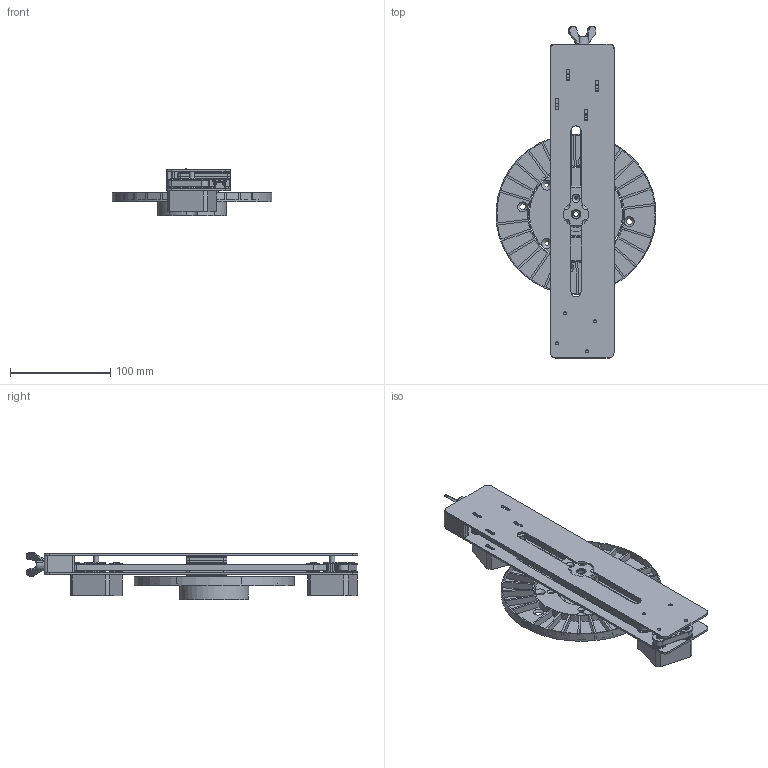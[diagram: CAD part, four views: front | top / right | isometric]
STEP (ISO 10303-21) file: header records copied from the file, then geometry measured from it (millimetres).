
FILE_DESCRIPTION(/* description */ (''),/* implementation_level */ '2;1');
FILE_NAME(/* name */ 'PNPAssist_V3_1-17-2022.stp',/* time_stamp */ '2022-01-17T19:48:19-08:00',/* author */ (''),/* organization */ (''),/* preprocessor_version */ 'ST-DEVELOPER v11',/* originating_system */ 'SIEMENS PLM Software NX 7.5',/* authorisation */ '');
FILE_SCHEMA (('CONFIG_CONTROL_DESIGN'));
Length unit declared in the file: millimetre
Products named in the file (1): sl333397vz3b
Bounding box: 159.79 x 331.61 x 47.46 mm (x, y, z)
Volume: 287298.2 mm3; surface area: 220604.3 mm2
Topology: 50 solids, 52 shells, 1365 faces, 3413 edges, 2220 vertices
Faces by surface type: plane 623, cylinder 552, cone 66, bspline 47, torus 36, extrusion 33, sphere 8
Full cylindrical faces by diameter (mm): 1.288 x5, 2.603 x4, 3 x30, 3.2 x11, 3.3 x35, 3.4 x9, 3.5 x14, 4 x4, 5 x6, 6 x23, 6.4 x1, 8 x1, 8.5 x1, 10 x6, 11 x1, 13 x16, 13.2 x1, 14 x1, 14.2 x1, 15 x1, 15.4 x1, 15.6 x1, 16 x1, 18 x6, 18.6 x1, 19 x1, 22 x2, 23.5 x1, 25 x1, 26 x1
Entity records: 49878 total; most frequent: CARTESIAN_POINT 17256, DIRECTION 6897, ORIENTED_EDGE 6224, EDGE_CURVE 3152, AXIS2_PLACEMENT_3D 2608, VERTEX_POINT 2172, EDGE_LOOP 1910, VECTOR 1681
